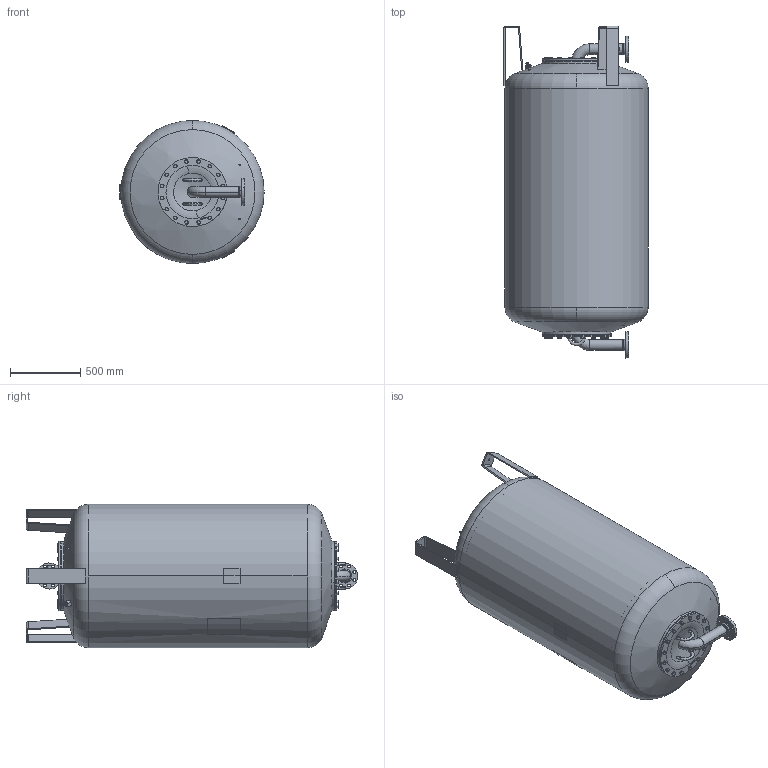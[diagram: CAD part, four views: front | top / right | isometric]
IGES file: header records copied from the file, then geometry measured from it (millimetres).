
Global section: file name: No Iges File Name specified; native system: Autodesk Inventor 2009; preprocessor: AutoDesk Inventor Iges Exporter R2009; author: CADJOBServer; date: 20091020.110611; units: millimetre
Bounding box: 1023.5 x 2354.8 x 1016 mm (x, y, z)
Volume: 86102485.8 mm3; surface area: 22136800.8 mm2
Topology: 50 solids, 50 shells, 2191 faces, 5448 edges, 3514 vertices
Faces by surface type: plane 757, bspline 439, cone 326, revolution 282, cylinder 269, torus 104, sphere 14
